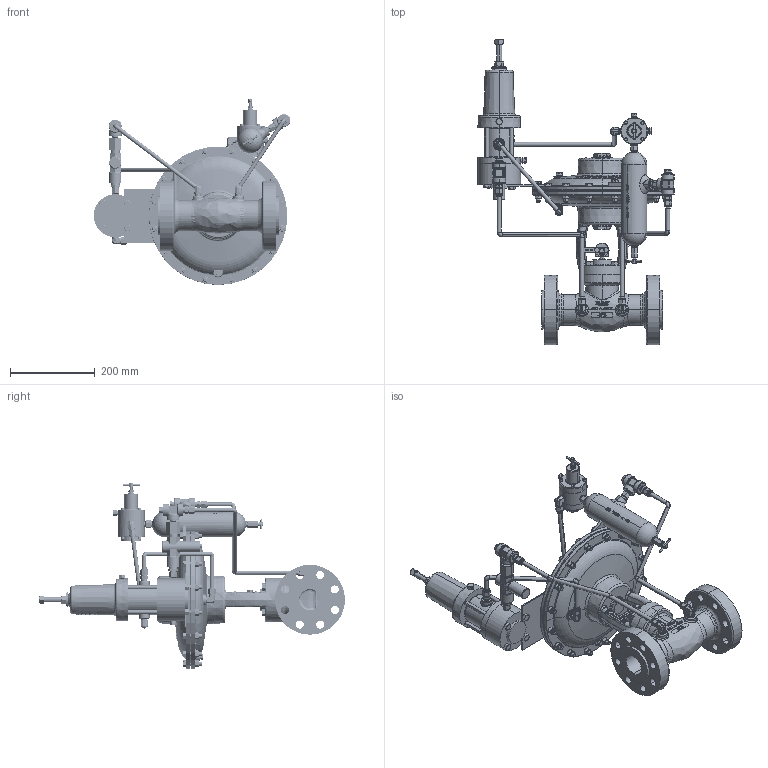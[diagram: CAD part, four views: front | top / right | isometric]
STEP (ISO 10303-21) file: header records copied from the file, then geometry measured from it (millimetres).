
FILE_DESCRIPTION (( 'STEP AP203' ), '1' );
FILE_NAME ('2 INCH HPMV PO (75-150 HPPR).STEP', '2015-05-19T20:36:50', ( 'PCTech' ), ( 'Microsoft' ), 'SwSTEP 2.0', 'SolidWorks 2015', '' );
FILE_SCHEMA (( 'CONFIG_CONTROL_DESIGN' ));
Length unit declared in the file: inch
Products named in the file (1): 2 INCH HPMV PO (75-150 HPPR)
Bounding box: 464.38 x 722.48 x 439.32 mm (x, y, z)
Volume: 9462779.7 mm3; surface area: 1249099.4 mm2
Topology: 4 solids, 4 shells, 5782 faces, 14445 edges, 9036 vertices
Faces by surface type: plane 2410, cone 1114, bspline 1032, cylinder 938, torus 213, sphere 75
Entity records: 253109 total; most frequent: CARTESIAN_POINT 127449, ORIENTED_EDGE 28744, DIRECTION 22098, EDGE_CURVE 14372, VERTEX_POINT 9033, AXIS2_PLACEMENT_3D 8504, EDGE_LOOP 6273, ADVANCED_FACE 5782
